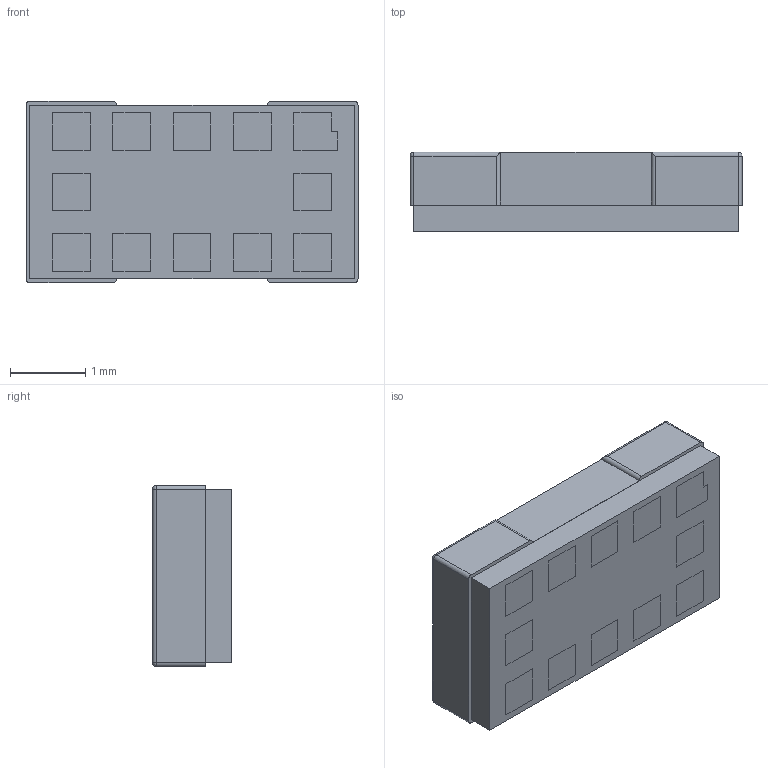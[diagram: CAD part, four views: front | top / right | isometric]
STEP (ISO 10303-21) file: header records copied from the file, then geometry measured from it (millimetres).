
FILE_DESCRIPTION (( 'STEP AP214' ), '1' );
FILE_NAME ('VL53L0X.STEP', '2018-06-12T09:48:39', ( '' ), ( '' ), 'SwSTEP 2.0', 'SolidWorks 2017', '' );
FILE_SCHEMA (( 'AUTOMOTIVE_DESIGN' ));
Length unit declared in the file: millimetre
Products named in the file (1): VL53L0X
Bounding box: 4.4 x 1.05 x 2.4 mm (x, y, z)
Volume: 10.7 mm3; surface area: 66.7 mm2
Topology: 16 solids, 16 shells, 184 faces, 402 edges, 260 vertices
Faces by surface type: plane 158, cylinder 22, sphere 4
Entity records: 5079 total; most frequent: CARTESIAN_POINT 855, DIRECTION 800, ORIENTED_EDGE 796, EDGE_CURVE 398, LINE 358, VECTOR 358, VERTEX_POINT 260, AXIS2_PLACEMENT_3D 221
